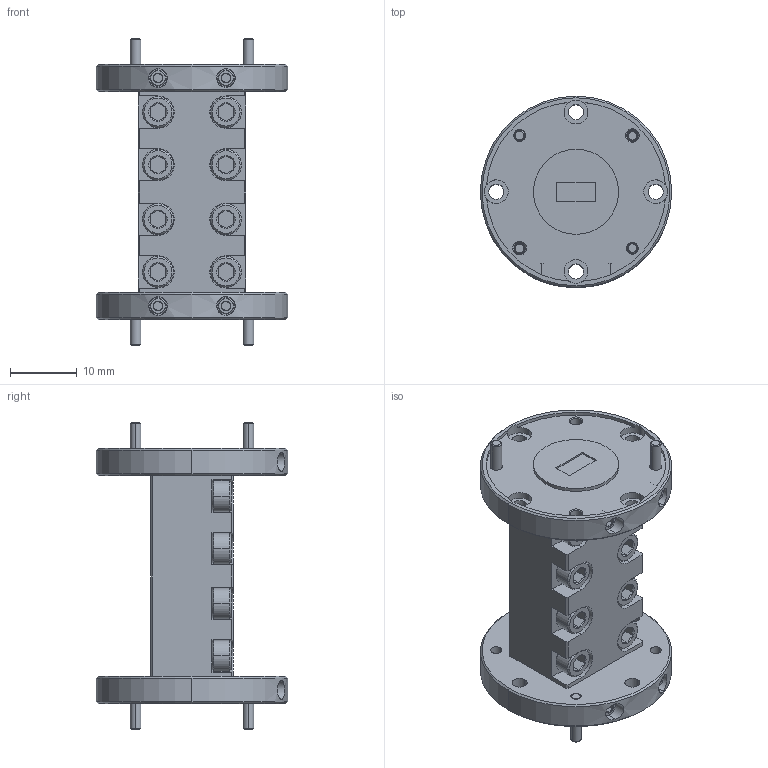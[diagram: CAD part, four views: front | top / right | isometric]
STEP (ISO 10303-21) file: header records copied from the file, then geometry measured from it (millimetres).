
FILE_DESCRIPTION (( 'STEP AP203' ), '1' );
FILE_NAME ('WF-BQ-A.STEP', '2025-11-12T00:15:16', ( '' ), ( '' ), 'SwSTEP 2.0', 'SolidWorks 2021', '' );
FILE_SCHEMA (( 'CONFIG_CONTROL_DESIGN' ));
Length unit declared in the file: inch
Products named in the file (1): WF-BQ-A
Bounding box: 28.57 x 28.57 x 45.85 mm (x, y, z)
Volume: 10224.3 mm3; surface area: 6235.5 mm2
Topology: 17 solids, 17 shells, 506 faces, 1076 edges, 640 vertices
Faces by surface type: plane 198, cone 172, cylinder 136
Entity records: 14063 total; most frequent: CARTESIAN_POINT 2903, DIRECTION 2450, ORIENTED_EDGE 2152, EDGE_CURVE 1076, AXIS2_PLACEMENT_3D 959, VERTEX_POINT 640, EDGE_LOOP 574, LINE 532
